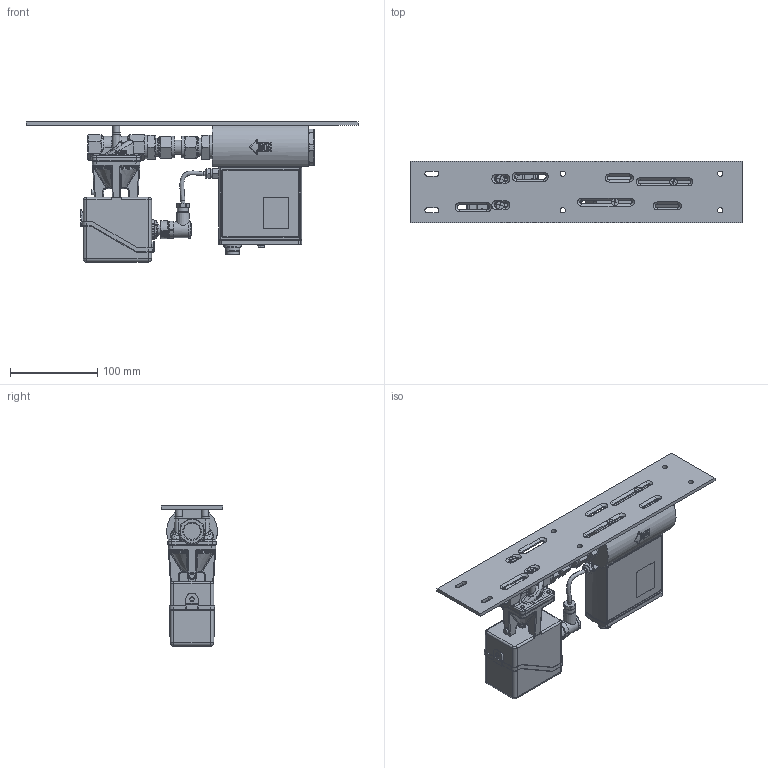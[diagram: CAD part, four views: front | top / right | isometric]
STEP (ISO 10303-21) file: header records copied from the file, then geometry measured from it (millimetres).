
FILE_DESCRIPTION(/* description */ (''),/* implementation_level */ '2;1');
FILE_NAME(/* name */ 'D-6473_BJ1-2Inch-Ann-00.stp',/* time_stamp */ '2023-12-21T14:04:46+01:00',/* author */ ('M-Huiskes'),/* organization */ (''),/* preprocessor_version */ 'ST-DEVELOPER v18.1',/* originating_system */ 'Autodesk Inventor 2021',/* authorisation */ '');
FILE_SCHEMA (('AUTOMOTIVE_DESIGN { 1 0 10303 214 3 1 1 }'));
Products named in the file (1): Part15
Bounding box: 380 x 70 x 160.5 mm (x, y, z)
Volume: 1116501.5 mm3; surface area: 175397.6 mm2
Topology: 1 solids, 24 shells, 1542 faces, 3865 edges, 2399 vertices
Faces by surface type: plane 608, cylinder 425, bspline 253, cone 146, torus 77, sphere 33
Full cylindrical faces by diameter (mm): 1 x8, 2.013 x2, 2.459 x4, 2.5 x1, 2.88 x2, 3 x6, 3.1 x2, 3.242 x2, 3.4 x4, 3.571 x2, 3.75 x2, 4 x10, 4.134 x2, 4.5 x2, 4.509 x2, 5 x1, 5.1 x1, 5.4 x1, 5.5 x4, 6 x7, 6.7 x1, 8 x9, 8.3 x1, 8.4 x2, 9 x2, 9.3 x2, 9.8 x1, 12.05 x1, 12.5 x1, 12.6 x1
Entity records: 61892 total; most frequent: CARTESIAN_POINT 25004, ORIENTED_EDGE 7624, DIRECTION 7072, EDGE_CURVE 3812, AXIS2_PLACEMENT_3D 2779, VERTEX_POINT 2399, EDGE_LOOP 1697, FACE_OUTER_BOUND 1542
